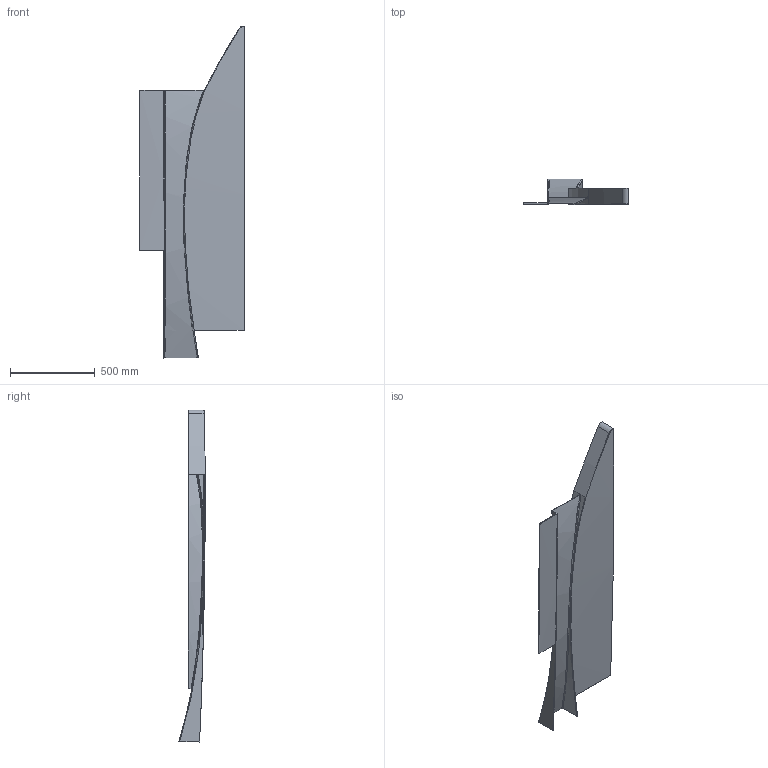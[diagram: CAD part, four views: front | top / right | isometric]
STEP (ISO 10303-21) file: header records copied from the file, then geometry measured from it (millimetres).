
FILE_DESCRIPTION (( 'STEP AP214' ), '1' );
FILE_NAME ('Undertrays_V8_intersecting_step.STEP', '2024-11-19T01:38:18', ( '' ), ( '' ), 'SwSTEP 2.0', 'SolidWorks 2024', '' );
FILE_SCHEMA (( 'AUTOMOTIVE_DESIGN' ));
Length unit declared in the file: inch
Products named in the file (1): Undertrays_V8_intersecting_step
Bounding box: 615.95 x 156.07 x 1961.33 mm (x, y, z)
Volume: 45333122.6 mm3; surface area: 2267322.7 mm2
Topology: 1 solids, 1 shells, 58 faces, 149 edges, 93 vertices
Faces by surface type: bspline 40, plane 15, cylinder 3
Entity records: 3962 total; most frequent: CARTESIAN_POINT 2842, ORIENTED_EDGE 298, EDGE_CURVE 149, DIRECTION 117, VERTEX_POINT 93, B_SPLINE_CURVE_WITH_KNOTS 87, EDGE_LOOP 58, FACE_OUTER_BOUND 58
